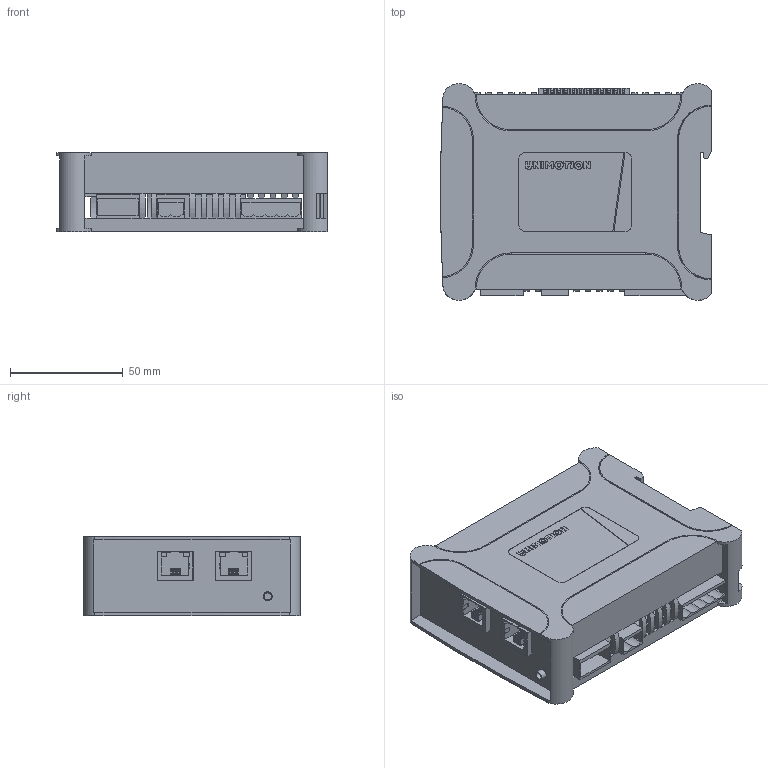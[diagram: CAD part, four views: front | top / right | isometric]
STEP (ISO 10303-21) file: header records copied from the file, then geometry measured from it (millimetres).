
FILE_DESCRIPTION(/* description */ (''),/* implementation_level */ '2;1');
FILE_NAME(/* name */ 'STDL-040-C-PN.stp',/* time_stamp */ '2022-10-28T10:49:08+02:00',/* author */ ('Hypex'),/* organization */ ('Hypex'),/* preprocessor_version */ 'ST-DEVELOPER v18',/* originating_system */ 'Autodesk Inventor 2020',/* authorisation */ '');
FILE_SCHEMA (('AUTOMOTIVE_DESIGN { 1 0 10303 214 3 1 1 }'));
Length unit declared in the file: millimetre
Products named in the file (1): STDL-040-C-PN
Bounding box: 119.9 x 95.96 x 35.1 mm (x, y, z)
Volume: 260429.3 mm3; surface area: 66491.4 mm2
Topology: 1 solids, 1 shells, 1229 faces, 3514 edges, 2301 vertices
Faces by surface type: plane 1097, cylinder 121, torus 10, cone 1
Full cylindrical faces by diameter (mm): 3.2 x1, 4 x1
Entity records: 40263 total; most frequent: CARTESIAN_POINT 7131, ORIENTED_EDGE 7028, DIRECTION 6247, EDGE_CURVE 3514, LINE 3225, VECTOR 3225, VERTEX_POINT 2301, AXIS2_PLACEMENT_3D 1511
